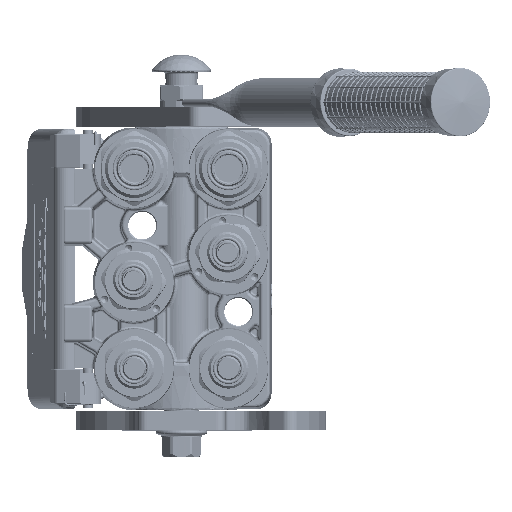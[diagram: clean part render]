
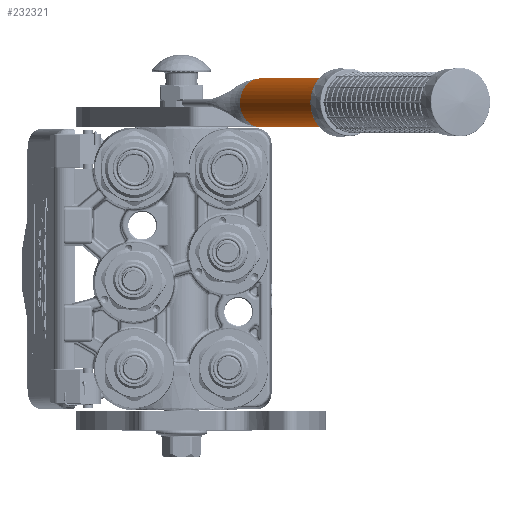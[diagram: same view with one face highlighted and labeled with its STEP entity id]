
A CAD part, top view. The second image highlights one B-rep face of the part: STEP entity #232321.
In plain terms, the highlighted cylindrical face has radius 12.5 mm (diameter 25 mm), a partial arc.
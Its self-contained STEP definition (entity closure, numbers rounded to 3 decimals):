
#987 = CARTESIAN_POINT ( 'NONE',  ( -12.499, 0.235, -0.221 ) ) ;
#3597 = CARTESIAN_POINT ( 'NONE',  ( -12.488, 0.202, -0.541 ) ) ;
#5311 = CARTESIAN_POINT ( 'NONE',  ( 12.474, 0.155, -0.804 ) ) ;
#6127 = CARTESIAN_POINT ( 'NONE',  ( 12.426, 0., -1.36 ) ) ;
#8279 = ORIENTED_EDGE ( 'NONE', *, *, #103422, .F. ) ;
#8554 = CARTESIAN_POINT ( 'NONE',  ( 0., 0., 0. ) ) ;
#12111 = EDGE_CURVE ( 'NONE', #88034, #54998, #68408, .T. ) ;
#20667 = CARTESIAN_POINT ( 'NONE',  ( -12.426, 0., -1.36 ) ) ;
#23209 = ORIENTED_EDGE ( 'NONE', *, *, #136211, .T. ) ;
#23819 = CARTESIAN_POINT ( 'NONE',  ( 12.5, 0.24, 0. ) ) ;
#26797 = CARTESIAN_POINT ( 'NONE',  ( 12.466, 0.127, -0.927 ) ) ;
#30509 = VERTEX_POINT ( 'NONE', #210390 ) ;
#34287 = DIRECTION ( 'NONE',  ( 0., 1., 0. ) ) ;
#42064 = CARTESIAN_POINT ( 'NONE',  ( -12.486, 0.195, -0.586 ) ) ;
#42170 = ORIENTED_EDGE ( 'NONE', *, *, #249257, .F. ) ;
#43866 = CARTESIAN_POINT ( 'NONE',  ( -12.494, 0.22, -0.394 ) ) ;
#46215 = DIRECTION ( 'NONE',  ( 0., 1., 0. ) ) ;
#47366 = CARTESIAN_POINT ( 'NONE',  ( 12.467, 0.131, -0.91 ) ) ;
#49684 = VERTEX_POINT ( 'NONE', #101552 ) ;
#53360 = AXIS2_PLACEMENT_3D ( 'NONE', #257735, #94898, #155205 ) ;
#54998 = VERTEX_POINT ( 'NONE', #188133 ) ;
#61902 = CARTESIAN_POINT ( 'NONE',  ( -12.481, 0.178, -0.688 ) ) ;
#62293 = ORIENTED_EDGE ( 'NONE', *, *, #166822, .T. ) ;
#62792 = CARTESIAN_POINT ( 'NONE',  ( -12.482, 0.18, -0.676 ) ) ;
#65769 = CYLINDRICAL_SURFACE ( 'NONE', #53360, 12.5 ) ;
#66314 = CARTESIAN_POINT ( 'NONE',  ( 12.452, 0.083, -1.1 ) ) ;
#68087 = CARTESIAN_POINT ( 'NONE',  ( 12.494, 0.221, -0.449 ) ) ;
#68408 = CIRCLE ( 'NONE', #74889, 12.5 ) ;
#74889 = AXIS2_PLACEMENT_3D ( 'NONE', #241039, #238393, #265357 ) ;
#79805 = ORIENTED_EDGE ( 'NONE', *, *, #138146, .F. ) ;
#86143 = CARTESIAN_POINT ( 'NONE',  ( 12.426, 0., -1.36 ) ) ;
#86524 = AXIS2_PLACEMENT_3D ( 'NONE', #8554, #46215, #110098 ) ;
#87015 = CARTESIAN_POINT ( 'NONE',  ( 12.478, 0.167, -0.748 ) ) ;
#87582 = CIRCLE ( 'NONE', #86524, 12.5 ) ;
#87907 = CARTESIAN_POINT ( 'NONE',  ( 12.471, 0.146, -0.847 ) ) ;
#88034 = VERTEX_POINT ( 'NONE', #223277 ) ;
#93643 = VECTOR ( 'NONE', #261094, 1000. ) ;
#94898 = DIRECTION ( 'NONE',  ( 0., -1., 0. ) ) ;
#100080 = CARTESIAN_POINT ( 'NONE',  ( 12.5, 198., 0. ) ) ;
#101552 = CARTESIAN_POINT ( 'NONE',  ( -12.5, 198., 0. ) ) ;
#102418 = CARTESIAN_POINT ( 'NONE',  ( -12.472, 0.146, -0.859 ) ) ;
#103422 = EDGE_CURVE ( 'NONE', #152211, #111799, #163741, .T. ) ;
#104189 = CARTESIAN_POINT ( 'NONE',  ( -12.492, 0.214, -0.452 ) ) ;
#107689 = DIRECTION ( 'NONE',  ( 0., 1., 0. ) ) ;
#108626 = CARTESIAN_POINT ( 'NONE',  ( 12.5, 0.24, -0.216 ) ) ;
#110098 = DIRECTION ( 'NONE',  ( 0.994, 0., -0.109 ) ) ;
#111799 = VERTEX_POINT ( 'NONE', #23819 ) ;
#113586 = VERTEX_POINT ( 'NONE', #100080 ) ;
#114523 = CARTESIAN_POINT ( 'NONE',  ( -12.5, 0.24, 0. ) ) ;
#126684 = CARTESIAN_POINT ( 'NONE',  ( -12.5, 0.24, -0.108 ) ) ;
#127554 = CARTESIAN_POINT ( 'NONE',  ( 12.5, 0.24, 0. ) ) ;
#131658 = LINE ( 'NONE', #211128, #179853 ) ;
#136211 = EDGE_CURVE ( 'NONE', #30509, #49684, #254720, .T. ) ;
#138146 = EDGE_CURVE ( 'NONE', #30509, #54998, #218607, .T. ) ;
#152211 = VERTEX_POINT ( 'NONE', #6127 ) ;
#155205 = DIRECTION ( 'NONE',  ( 1., 0., 0. ) ) ;
#163741 = B_SPLINE_CURVE_WITH_KNOTS ( 'NONE', 3,
 ( #86143, #212004, #66314, #189512, #191295, #26797, #170661, #47366, #250730, #87907, #5311, #87015, #230994, #68087, #108626, #127554 ),
 .UNSPECIFIED., .F., .F.,
 ( 4, 2, 1, 2, 2, 1, 2, 2, 4 ),
 ( 0., 0.25, 0.313, 0.328, 0.344, 0.375, 0.438, 0.5, 1. ),
 .UNSPECIFIED. ) ;
#166822 = EDGE_CURVE ( 'NONE', #152211, #88034, #87582, .T. ) ;
#170661 = CARTESIAN_POINT ( 'NONE',  ( 12.466, 0.13, -0.917 ) ) ;
#178230 = DIRECTION ( 'NONE',  ( 1., 0., 0. ) ) ;
#179853 = VECTOR ( 'NONE', #107689, 1000. ) ;
#184260 = CARTESIAN_POINT ( 'NONE',  ( -12.484, 0.186, -0.638 ) ) ;
#188133 = CARTESIAN_POINT ( 'NONE',  ( -12.426, 0., -1.36 ) ) ;
#189512 = CARTESIAN_POINT ( 'NONE',  ( 12.461, 0.114, -0.981 ) ) ;
#191295 = CARTESIAN_POINT ( 'NONE',  ( 12.464, 0.121, -0.953 ) ) ;
#206736 = CARTESIAN_POINT ( 'NONE',  ( -12.456, 0.096, -1.087 ) ) ;
#210390 = CARTESIAN_POINT ( 'NONE',  ( -12.5, 0.24, 0. ) ) ;
#211128 = CARTESIAN_POINT ( 'NONE',  ( 12.5, 0.24, 0. ) ) ;
#212004 = CARTESIAN_POINT ( 'NONE',  ( 12.441, 0.049, -1.219 ) ) ;
#218607 = B_SPLINE_CURVE_WITH_KNOTS ( 'NONE', 3,
 ( #249005, #126684, #987, #43866, #104189, #3597, #42064, #184260, #247201, #62792, #225663, #61902, #102418, #206736, #20667 ),
 .UNSPECIFIED., .F., .F.,
 ( 4, 2, 2, 1, 1, 1, 2, 2, 4 ),
 ( 0., 0.25, 0.375, 0.438, 0.469, 0.484, 0.492, 0.5, 1. ),
 .UNSPECIFIED. ) ;
#219800 = CIRCLE ( 'NONE', #237098, 12.5 ) ;
#223277 = CARTESIAN_POINT ( 'NONE',  ( 0., 0., -12.5 ) ) ;
#225663 = CARTESIAN_POINT ( 'NONE',  ( -12.481, 0.178, -0.683 ) ) ;
#230922 = ORIENTED_EDGE ( 'NONE', *, *, #12111, .T. ) ;
#230994 = CARTESIAN_POINT ( 'NONE',  ( 12.479, 0.172, -0.721 ) ) ;
#232321 = ADVANCED_FACE ( 'NONE', ( #258824 ), #65769, .T. ) ;
#237098 = AXIS2_PLACEMENT_3D ( 'NONE', #240294, #34287, #178230 ) ;
#238393 = DIRECTION ( 'NONE',  ( 0., 1., 0. ) ) ;
#240294 = CARTESIAN_POINT ( 'NONE',  ( 0., 198., 0. ) ) ;
#241039 = CARTESIAN_POINT ( 'NONE',  ( 0., 0., 0. ) ) ;
#244306 = EDGE_LOOP ( 'NONE', ( #62293, #230922, #79805, #23209, #248598, #42170, #8279 ) ) ;
#247201 = CARTESIAN_POINT ( 'NONE',  ( -12.482, 0.182, -0.665 ) ) ;
#248598 = ORIENTED_EDGE ( 'NONE', *, *, #262734, .F. ) ;
#249005 = CARTESIAN_POINT ( 'NONE',  ( -12.5, 0.24, 0. ) ) ;
#249257 = EDGE_CURVE ( 'NONE', #111799, #113586, #131658, .T. ) ;
#250730 = CARTESIAN_POINT ( 'NONE',  ( 12.468, 0.136, -0.889 ) ) ;
#254720 = LINE ( 'NONE', #114523, #93643 ) ;
#257735 = CARTESIAN_POINT ( 'NONE',  ( 0., 0., 0. ) ) ;
#258824 = FACE_OUTER_BOUND ( 'NONE', #244306, .T. ) ;
#261094 = DIRECTION ( 'NONE',  ( 0., 1., 0. ) ) ;
#262734 = EDGE_CURVE ( 'NONE', #113586, #49684, #219800, .T. ) ;
#265357 = DIRECTION ( 'NONE',  ( 0.994, 0., -0.109 ) ) ;
